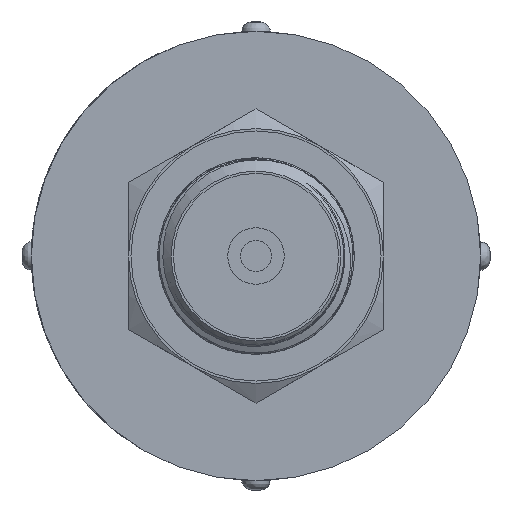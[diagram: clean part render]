
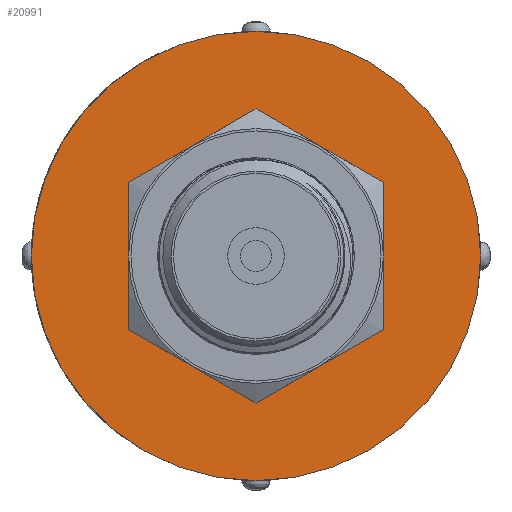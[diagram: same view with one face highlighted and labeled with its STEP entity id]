
A CAD part, left-side view. The second image highlights one B-rep face of the part: STEP entity #20991.
In plain terms, the highlighted face is planar.
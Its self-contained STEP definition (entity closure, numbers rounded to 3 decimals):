
#178=FACE_BOUND('',#2653,.T.);
#917=PLANE('',#22384);
#1418=FACE_OUTER_BOUND('',#2652,.T.);
#2652=EDGE_LOOP('',(#14740));
#2653=EDGE_LOOP('',(#14741));
#3913=CIRCLE('',#22383,13.25);
#3914=CIRCLE('',#22385,23.813);
#8775=VERTEX_POINT('',#36275);
#8776=VERTEX_POINT('',#36279);
#11090=EDGE_CURVE('',#8775,#8775,#3913,.T.);
#11091=EDGE_CURVE('',#8776,#8776,#3914,.T.);
#14740=ORIENTED_EDGE('',*,*,#11091,.F.);
#14741=ORIENTED_EDGE('',*,*,#11090,.T.);
#20991=ADVANCED_FACE('',(#1418,#178),#917,.T.);
#22383=AXIS2_PLACEMENT_3D('',#36277,#23851,#23852);
#22384=AXIS2_PLACEMENT_3D('',#36278,#23853,#23854);
#22385=AXIS2_PLACEMENT_3D('',#36280,#23855,#23856);
#23851=DIRECTION('center_axis',(-1.,0.,0.));
#23852=DIRECTION('ref_axis',(0.,0.,
1.));
#23853=DIRECTION('center_axis',(1.,0.,0.));
#23854=DIRECTION('ref_axis',(0.,0.,
-1.));
#23855=DIRECTION('center_axis',(-1.,0.,0.));
#23856=DIRECTION('ref_axis',(0.,0.,
1.));
#36275=CARTESIAN_POINT('',(34.,-13.25,0.));
#36277=CARTESIAN_POINT('Origin',(34.,0.,0.));
#36278=CARTESIAN_POINT('Origin',(34.,23.813,0.));
#36279=CARTESIAN_POINT('',(34.,-23.813,0.));
#36280=CARTESIAN_POINT('Origin',(34.,0.,0.));
